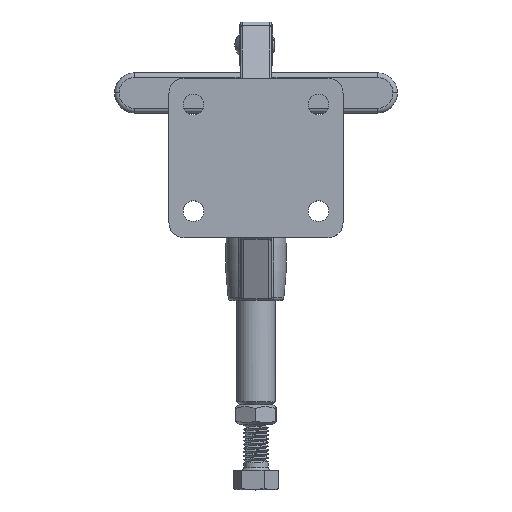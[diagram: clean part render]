
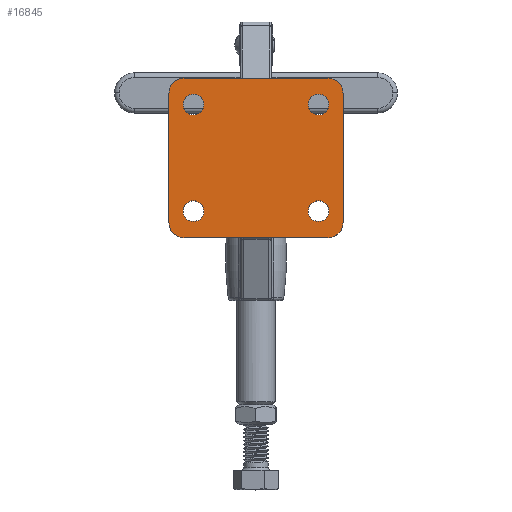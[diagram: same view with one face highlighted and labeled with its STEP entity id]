
A CAD part, top view. The second image highlights one B-rep face of the part: STEP entity #16845.
In plain terms, the highlighted planar face has unit normal (0, 0, 1).
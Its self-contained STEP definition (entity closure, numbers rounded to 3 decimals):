
#8756 = CARTESIAN_POINT ( 'NONE',  ( -28.6, 0., 0. ) ) ;
#8999 = LINE ( 'NONE', #8756, #9463 ) ;
#9009 = CARTESIAN_POINT ( 'NONE',  ( -23.95, 8.7, 0. ) ) ;
#9169 = CARTESIAN_POINT ( 'NONE',  ( -17.15, 43.7, 0. ) ) ;
#9217 = CARTESIAN_POINT ( 'NONE',  ( 17.15, 8.7, 0. ) ) ;
#9243 = CARTESIAN_POINT ( 'NONE',  ( -17.15, 8.7, 0. ) ) ;
#9244 = DIRECTION ( 'NONE',  ( 1., 0., 0. ) ) ;
#9245 = DIRECTION ( 'NONE',  ( 0., 0., 1. ) ) ;
#9246 = CARTESIAN_POINT ( 'NONE',  ( -20.55, 8.7, 0. ) ) ;
#9247 = AXIS2_PLACEMENT_3D ( 'NONE', #9246, #9245, #9244 ) ;
#9248 = CIRCLE ( 'NONE', #9247, 3.4 ) ;
#9314 = CARTESIAN_POINT ( 'NONE',  ( 23.95, 43.7, 0. ) ) ;
#9315 = DIRECTION ( 'NONE',  ( 1., 0., 0. ) ) ;
#9316 = DIRECTION ( 'NONE',  ( 0., 0., 1. ) ) ;
#9317 = CARTESIAN_POINT ( 'NONE',  ( 20.55, 43.7, 0. ) ) ;
#9318 = AXIS2_PLACEMENT_3D ( 'NONE', #9317, #9316, #9315 ) ;
#9319 = CIRCLE ( 'NONE', #9318, 3.4 ) ;
#9320 = CARTESIAN_POINT ( 'NONE',  ( 17.15, 43.7, 0. ) ) ;
#9355 = CARTESIAN_POINT ( 'NONE',  ( -23.95, 43.7, 0. ) ) ;
#9356 = CARTESIAN_POINT ( 'NONE',  ( 23.95, 8.7, 0. ) ) ;
#9357 = DIRECTION ( 'NONE',  ( -1., 0., 0. ) ) ;
#9358 = DIRECTION ( 'NONE',  ( 0., 0., 1. ) ) ;
#9359 = CARTESIAN_POINT ( 'NONE',  ( 20.55, 8.7, 0. ) ) ;
#9360 = AXIS2_PLACEMENT_3D ( 'NONE', #9359, #9358, #9357 ) ;
#9364 = CIRCLE ( 'NONE', #9360, 3.4 ) ;
#9463 = VECTOR ( 'NONE', #9904, 1000. ) ;
#9535 = DIRECTION ( 'NONE',  ( -1., 0., 0. ) ) ;
#9536 = DIRECTION ( 'NONE',  ( 0., 0., 1. ) ) ;
#9537 = CARTESIAN_POINT ( 'NONE',  ( -20.55, 43.7, 0. ) ) ;
#9538 = AXIS2_PLACEMENT_3D ( 'NONE', #9537, #9536, #9535 ) ;
#9539 = CIRCLE ( 'NONE', #9538, 3.4 ) ;
#9609 = DIRECTION ( 'NONE',  ( 1., 0., 0. ) ) ;
#9611 = DIRECTION ( 'NONE',  ( 0., 0., 1. ) ) ;
#9613 = AXIS2_PLACEMENT_3D ( 'NONE', #9628, #9611, #9609 ) ;
#9614 = CIRCLE ( 'NONE', #9613, 3.4 ) ;
#9628 = CARTESIAN_POINT ( 'NONE',  ( 20.55, 43.7, 0. ) ) ;
#9644 = CARTESIAN_POINT ( 'NONE',  ( 28.6, 5., 0. ) ) ;
#9692 = DIRECTION ( 'NONE',  ( -1., 0., 0. ) ) ;
#9695 = DIRECTION ( 'NONE',  ( 0., 0., 1. ) ) ;
#9696 = CARTESIAN_POINT ( 'NONE',  ( -23.6, 47.4, 0. ) ) ;
#9697 = AXIS2_PLACEMENT_3D ( 'NONE', #9696, #9695, #9692 ) ;
#9698 = CIRCLE ( 'NONE', #9697, 5. ) ;
#9831 = CARTESIAN_POINT ( 'NONE',  ( -23.6, 0., 0. ) ) ;
#9832 = DIRECTION ( 'NONE',  ( -1., 0., 0. ) ) ;
#9833 = DIRECTION ( 'NONE',  ( 0., 0., 1. ) ) ;
#9834 = CARTESIAN_POINT ( 'NONE',  ( -23.6, 5., 0. ) ) ;
#9835 = AXIS2_PLACEMENT_3D ( 'NONE', #9834, #9833, #9832 ) ;
#9836 = CIRCLE ( 'NONE', #9835, 5. ) ;
#9887 = CARTESIAN_POINT ( 'NONE',  ( -23.6, 52.4, 0. ) ) ;
#9888 = DIRECTION ( 'NONE',  ( 1., 0., 0. ) ) ;
#9889 = VECTOR ( 'NONE', #9888, 1000. ) ;
#9890 = CARTESIAN_POINT ( 'NONE',  ( -28.6, 52.4, 0. ) ) ;
#9891 = LINE ( 'NONE', #9890, #9889 ) ;
#9892 = CARTESIAN_POINT ( 'NONE',  ( 23.6, 52.4, 0. ) ) ;
#9893 = DIRECTION ( 'NONE',  ( -1., 0., 0. ) ) ;
#9894 = DIRECTION ( 'NONE',  ( 0., 0., 1. ) ) ;
#9895 = CARTESIAN_POINT ( 'NONE',  ( 23.6, 47.4, 0. ) ) ;
#9896 = AXIS2_PLACEMENT_3D ( 'NONE', #9895, #9894, #9893 ) ;
#9897 = CIRCLE ( 'NONE', #9896, 5. ) ;
#9898 = DIRECTION ( 'NONE',  ( -1., 0., 0. ) ) ;
#9899 = DIRECTION ( 'NONE',  ( 0., 0., 1. ) ) ;
#9900 = CARTESIAN_POINT ( 'NONE',  ( 23.6, 5., 0. ) ) ;
#9901 = AXIS2_PLACEMENT_3D ( 'NONE', #9900, #9899, #9898 ) ;
#9902 = CIRCLE ( 'NONE', #9901, 5. ) ;
#9903 = CARTESIAN_POINT ( 'NONE',  ( 23.6, 0., 0. ) ) ;
#9904 = DIRECTION ( 'NONE',  ( 1., 0., 0. ) ) ;
#9958 = CARTESIAN_POINT ( 'NONE',  ( -28.6, 47.4, 0. ) ) ;
#10045 = CARTESIAN_POINT ( 'NONE',  ( 28.6, 47.4, 0. ) ) ;
#10067 = DIRECTION ( 'NONE',  ( 0., -1., 0. ) ) ;
#10068 = VECTOR ( 'NONE', #10067, 1000. ) ;
#10069 = CARTESIAN_POINT ( 'NONE',  ( 28.6, 52.4, 0. ) ) ;
#10070 = LINE ( 'NONE', #10069, #10068 ) ;
#10140 = CARTESIAN_POINT ( 'NONE',  ( -20.55, 8.7, 0. ) ) ;
#10175 = DIRECTION ( 'NONE',  ( -1., 0., 0. ) ) ;
#10176 = DIRECTION ( 'NONE',  ( 0., 0., 1. ) ) ;
#10177 = CARTESIAN_POINT ( 'NONE',  ( 20.55, 8.7, 0. ) ) ;
#10178 = AXIS2_PLACEMENT_3D ( 'NONE', #10177, #10176, #10175 ) ;
#10179 = CIRCLE ( 'NONE', #10178, 3.4 ) ;
#10198 = DIRECTION ( 'NONE',  ( 1., 0., 0. ) ) ;
#10199 = DIRECTION ( 'NONE',  ( 0., 0., 1. ) ) ;
#10200 = AXIS2_PLACEMENT_3D ( 'NONE', #10140, #10199, #10198 ) ;
#10201 = CIRCLE ( 'NONE', #10200, 3.4 ) ;
#10224 = DIRECTION ( 'NONE',  ( -1., 0., 0. ) ) ;
#10225 = DIRECTION ( 'NONE',  ( 0., 0., 1. ) ) ;
#10226 = CARTESIAN_POINT ( 'NONE',  ( -20.55, 43.7, 0. ) ) ;
#10227 = AXIS2_PLACEMENT_3D ( 'NONE', #10226, #10225, #10224 ) ;
#10228 = CIRCLE ( 'NONE', #10227, 3.4 ) ;
#10303 = DIRECTION ( 'NONE',  ( -1., 0., 0. ) ) ;
#10304 = DIRECTION ( 'NONE',  ( 0., 0., -1. ) ) ;
#10305 = AXIS2_PLACEMENT_3D ( 'NONE', #10307, #10304, #10303 ) ;
#10307 = CARTESIAN_POINT ( 'NONE',  ( -28.6, 52.4, 0. ) ) ;
#10308 = PLANE ( 'NONE',  #10305 ) ;
#10309 = FACE_OUTER_BOUND ( 'NONE', #16872, .T. ) ;
#10310 = FACE_BOUND ( 'NONE', #16868, .T. ) ;
#10311 = FACE_BOUND ( 'NONE', #16863, .T. ) ;
#10312 = FACE_BOUND ( 'NONE', #16855, .T. ) ;
#10313 = FACE_BOUND ( 'NONE', #16846, .T. ) ;
#10314 = DIRECTION ( 'NONE',  ( 0., -1., 0. ) ) ;
#10315 = VECTOR ( 'NONE', #10314, 1000. ) ;
#10316 = CARTESIAN_POINT ( 'NONE',  ( -28.6, 52.4, 0. ) ) ;
#10317 = LINE ( 'NONE', #10316, #10315 ) ;
#10318 = CARTESIAN_POINT ( 'NONE',  ( -28.6, 5., 0. ) ) ;
#15923 = VERTEX_POINT ( 'NONE', #9009 ) ;
#16077 = VERTEX_POINT ( 'NONE', #9169 ) ;
#16089 = VERTEX_POINT ( 'NONE', #9217 ) ;
#16120 = EDGE_CURVE ( 'NONE', #15923, #16122, #9248, .T. ) ;
#16122 = VERTEX_POINT ( 'NONE', #9243 ) ;
#16197 = VERTEX_POINT ( 'NONE', #9320 ) ;
#16201 = EDGE_CURVE ( 'NONE', #16197, #16203, #9319, .T. ) ;
#16203 = VERTEX_POINT ( 'NONE', #9314 ) ;
#16209 = EDGE_CURVE ( 'NONE', #16089, #16211, #9364, .T. ) ;
#16211 = VERTEX_POINT ( 'NONE', #9356 ) ;
#16213 = VERTEX_POINT ( 'NONE', #9355 ) ;
#16344 = EDGE_CURVE ( 'NONE', #16213, #16077, #9539, .T. ) ;
#16395 = VERTEX_POINT ( 'NONE', #9644 ) ;
#16411 = EDGE_CURVE ( 'NONE', #16203, #16197, #9614, .T. ) ;
#16468 = ORIENTED_EDGE ( 'NONE', *, *, #16470, .T. ) ;
#16470 = EDGE_CURVE ( 'NONE', #16534, #16616, #9698, .T. ) ;
#16511 = ORIENTED_EDGE ( 'NONE', *, *, #16844, .T. ) ;
#16513 = ORIENTED_EDGE ( 'NONE', *, *, #16515, .T. ) ;
#16515 = EDGE_CURVE ( 'NONE', #16841, #16517, #9836, .T. ) ;
#16517 = VERTEX_POINT ( 'NONE', #9831 ) ;
#16519 = ORIENTED_EDGE ( 'NONE', *, *, #16521, .T. ) ;
#16521 = EDGE_CURVE ( 'NONE', #16517, #16523, #8999, .T. ) ;
#16523 = VERTEX_POINT ( 'NONE', #9903 ) ;
#16525 = ORIENTED_EDGE ( 'NONE', *, *, #16527, .T. ) ;
#16527 = EDGE_CURVE ( 'NONE', #16523, #16395, #9902, .T. ) ;
#16528 = ORIENTED_EDGE ( 'NONE', *, *, #16658, .F. ) ;
#16529 = ORIENTED_EDGE ( 'NONE', *, *, #16530, .T. ) ;
#16530 = EDGE_CURVE ( 'NONE', #16636, #16531, #9897, .T. ) ;
#16531 = VERTEX_POINT ( 'NONE', #9892 ) ;
#16532 = ORIENTED_EDGE ( 'NONE', *, *, #16533, .F. ) ;
#16533 = EDGE_CURVE ( 'NONE', #16534, #16531, #9891, .T. ) ;
#16534 = VERTEX_POINT ( 'NONE', #9887 ) ;
#16616 = VERTEX_POINT ( 'NONE', #9958 ) ;
#16636 = VERTEX_POINT ( 'NONE', #10045 ) ;
#16658 = EDGE_CURVE ( 'NONE', #16636, #16395, #10070, .T. ) ;
#16736 = EDGE_CURVE ( 'NONE', #16122, #15923, #10201, .T. ) ;
#16758 = EDGE_CURVE ( 'NONE', #16211, #16089, #10179, .T. ) ;
#16771 = EDGE_CURVE ( 'NONE', #16077, #16213, #10228, .T. ) ;
#16841 = VERTEX_POINT ( 'NONE', #10318 ) ;
#16844 = EDGE_CURVE ( 'NONE', #16616, #16841, #10317, .T. ) ;
#16845 = ADVANCED_FACE ( 'NONE', ( #10313, #10312, #10311, #10310, #10309 ), #10308, .F. ) ;
#16846 = EDGE_LOOP ( 'NONE', ( #16851, #16853 ) ) ;
#16851 = ORIENTED_EDGE ( 'NONE', *, *, #16771, .F. ) ;
#16853 = ORIENTED_EDGE ( 'NONE', *, *, #16344, .F. ) ;
#16855 = EDGE_LOOP ( 'NONE', ( #16857, #16859 ) ) ;
#16857 = ORIENTED_EDGE ( 'NONE', *, *, #16411, .F. ) ;
#16859 = ORIENTED_EDGE ( 'NONE', *, *, #16201, .F. ) ;
#16863 = EDGE_LOOP ( 'NONE', ( #16865, #16867 ) ) ;
#16865 = ORIENTED_EDGE ( 'NONE', *, *, #16758, .F. ) ;
#16867 = ORIENTED_EDGE ( 'NONE', *, *, #16209, .F. ) ;
#16868 = EDGE_LOOP ( 'NONE', ( #16869, #16870 ) ) ;
#16869 = ORIENTED_EDGE ( 'NONE', *, *, #16736, .F. ) ;
#16870 = ORIENTED_EDGE ( 'NONE', *, *, #16120, .F. ) ;
#16872 = EDGE_LOOP ( 'NONE', ( #16511, #16513, #16519, #16525, #16528, #16529, #16532, #16468 ) ) ;
